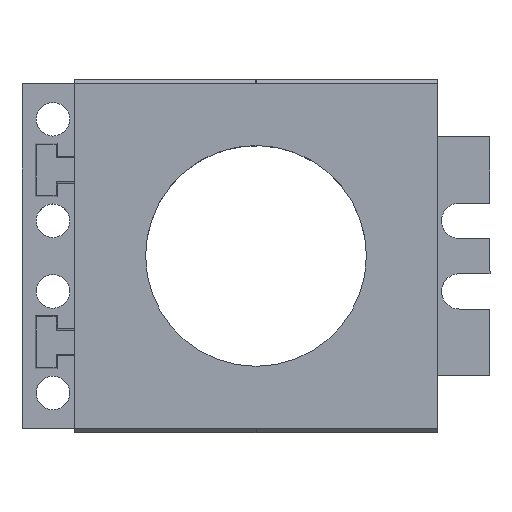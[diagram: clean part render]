
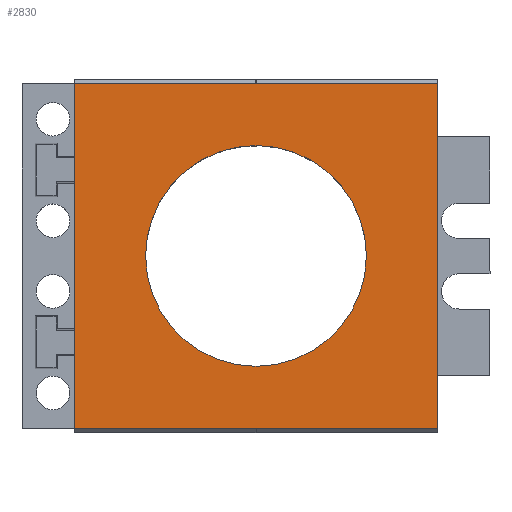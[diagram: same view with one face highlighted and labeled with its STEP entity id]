
A CAD part, top view. The second image highlights one B-rep face of the part: STEP entity #2830.
In plain terms, the highlighted planar face has unit normal (0, 0, 1).
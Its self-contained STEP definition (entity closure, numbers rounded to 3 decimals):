
#2250=CARTESIAN_POINT('',(54.3,-21.5,15.));
#2260=DIRECTION('',(0.,0.,1.));
#2270=DIRECTION('',(1.,0.,0.));
#2280=AXIS2_PLACEMENT_3D('',#2250,#2260,#2270);
#2290=PLANE('',#2280);
#2300=CARTESIAN_POINT('',(70.678,-21.5,
15.));
#2310=DIRECTION('',(1.,0.,0.));
#2320=VECTOR('',#2310,1.);
#2330=LINE('',#2300,#2320);
#2340=CARTESIAN_POINT('',(15.3,-21.5,
15.));
#2350=VERTEX_POINT('',#2340);
#2360=CARTESIAN_POINT('',(54.3,-21.5,
15.));
#2370=VERTEX_POINT('',#2360);
#2380=EDGE_CURVE('',#2350,#2370,#2330,.T.);
#2390=ORIENTED_EDGE('',*,*,#2380,.T.);
#2400=CARTESIAN_POINT('',(15.3,28.567,
15.));
#2410=DIRECTION('',(0.,-1.,0.));
#2420=VECTOR('',#2410,1.);
#2430=LINE('',#2400,#2420);
#2440=CARTESIAN_POINT('',(15.3,19.5,
15.));
#2450=VERTEX_POINT('',#2440);
#2460=EDGE_CURVE('',#2450,#2350,#2430,.T.);
#2470=ORIENTED_EDGE('',*,*,#2460,.T.);
#2480=CARTESIAN_POINT('',(70.678,19.5,
15.));
#2490=DIRECTION('',(1.,0.,0.));
#2500=VECTOR('',#2490,1.);
#2510=LINE('',#2480,#2500);
#2520=CARTESIAN_POINT('',(54.3,19.5,
15.));
#2530=VERTEX_POINT('',#2520);
#2540=EDGE_CURVE('',#2450,#2530,#2510,.T.);
#2550=ORIENTED_EDGE('',*,*,#2540,.F.);
#2560=CARTESIAN_POINT('',(54.3,28.567,
15.));
#2570=DIRECTION('',(0.,1.,0.));
#2580=VECTOR('',#2570,1.);
#2590=LINE('',#2560,#2580);
#2600=EDGE_CURVE('',#2370,#2530,#2590,.T.);
#2610=ORIENTED_EDGE('',*,*,#2600,.T.);
#2620=EDGE_LOOP('',(#2610,#2550,#2470,#2390));
#2630=FACE_OUTER_BOUND('',#2620,.T.);
#2640=CARTESIAN_POINT('',(34.8,-1.,
15.));
#2650=DIRECTION('',(0.,0.,1.));
#2660=DIRECTION('',(0.,1.,0.));
#2670=AXIS2_PLACEMENT_3D('',#2640,#2650,#2660);
#2680=CIRCLE('',#2670,12.5);
#2690=CARTESIAN_POINT('',(47.3,-1.,
15.));
#2700=VERTEX_POINT('',#2690);
#2710=CARTESIAN_POINT('',(34.8,11.5,
15.));
#2720=VERTEX_POINT('',#2710);
#2730=EDGE_CURVE('',#2700,#2720,#2680,.T.);
#2740=ORIENTED_EDGE('',*,*,#2730,.F.);
#2750=CARTESIAN_POINT('',(34.8,-13.5,
15.));
#2760=VERTEX_POINT('',#2750);
#2770=EDGE_CURVE('',#2720,#2760,#2680,.T.);
#2780=ORIENTED_EDGE('',*,*,#2770,.F.);
#2790=EDGE_CURVE('',#2760,#2700,#2680,.T.);
#2800=ORIENTED_EDGE('',*,*,#2790,.F.);
#2810=EDGE_LOOP('',(#2800,#2780,#2740));
#2820=FACE_BOUND('',#2810,.T.);
#2830=ADVANCED_FACE('',(#2630,#2820),#2290,.T.);
